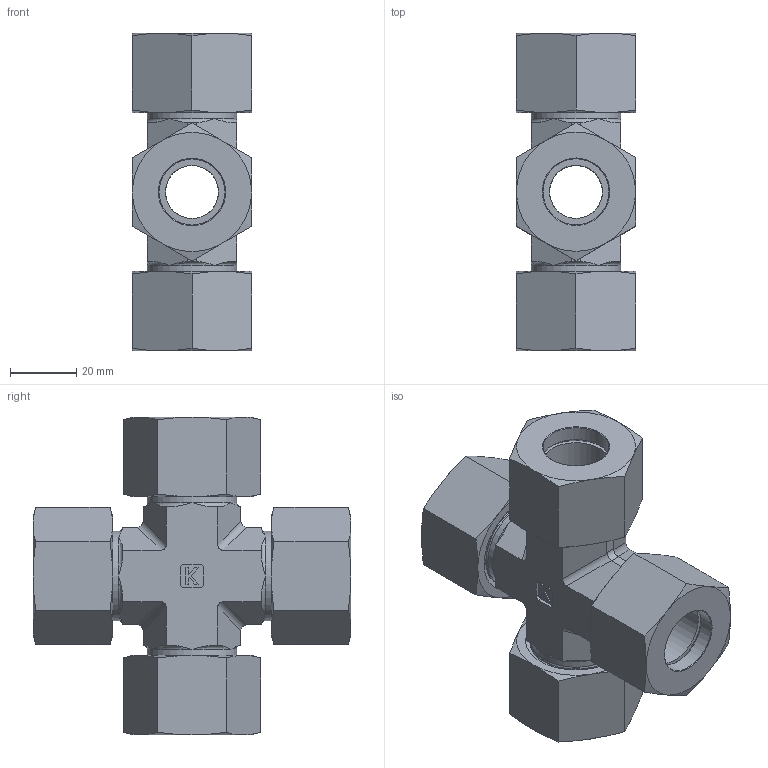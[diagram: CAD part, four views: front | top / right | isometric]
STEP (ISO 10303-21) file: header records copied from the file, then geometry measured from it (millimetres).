
FILE_DESCRIPTION((''),'2;1');
FILE_NAME('4982030.stp','2014-10-14T10:20:59',(''),('KNOMI spol. s r. o.'),'Autodesk Inventor 2012','Autodesk Inventor 2012','');
FILE_SCHEMA(('AUTOMOTIVE_DESIGN { 1 2 10303 214 0 1 1 1 }'));
Length unit declared in the file: millimetre
Products named in the file (4): KS3K 20S 4xM30x2; 4932030; 3982030; 40820
Assembly tree (9 placements, depth 2):
  KS3K 20S 4xM30x2
    4932030
    3982030  x4
    40820  x4
Bounding box: 36 x 96 x 96 mm (x, y, z)
Volume: 109679.7 mm3; surface area: 51596.8 mm2
Topology: 9 solids, 9 shells, 288 faces, 684 edges, 418 vertices
Faces by surface type: plane 116, cone 88, cylinder 52, torus 32
Full cylindrical faces by diameter (mm): 16 x4, 20 x12, 22.8 x4, 25 x4, 27 x4, 27.835 x4, 30 x4
Entity records: 5472 total; most frequent: CARTESIAN_POINT 1072, DIRECTION 874, ORIENTED_EDGE 796, EDGE_CURVE 398, AXIS2_PLACEMENT_3D 352, VERTEX_POINT 270, EDGE_LOOP 242, STYLED_ITEM 186
